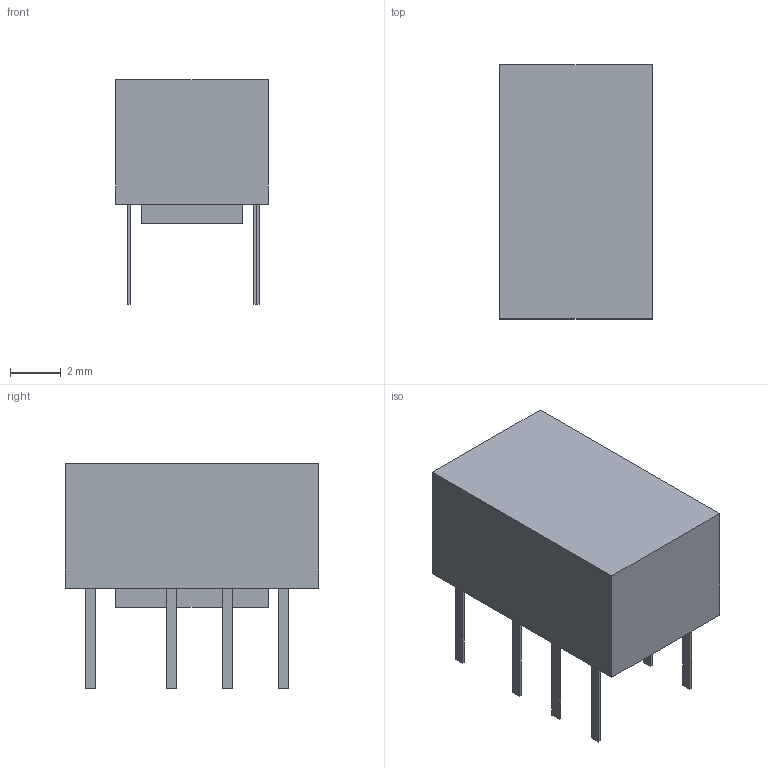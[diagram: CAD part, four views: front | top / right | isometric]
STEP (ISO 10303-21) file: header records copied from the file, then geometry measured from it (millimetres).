
FILE_DESCRIPTION(('FreeCAD Model'),'2;1');
FILE_NAME('IM04TS.step','2020-08-07T17:56:28',('Author'),(''), 'Open CASCADE STEP processor 7.3','FreeCAD','Unknown');
FILE_SCHEMA(('AUTOMOTIVE_DESIGN { 1 0 10303 214 1 1 1 1 }'));
Length unit declared in the file: millimetre
Products named in the file (1): Body
Bounding box: 6 x 10 x 8.85 mm (x, y, z)
Volume: 313.3 mm3; surface area: 323.4 mm2
Topology: 1 solids, 1 shells, 51 faces, 120 edges, 80 vertices
Faces by surface type: plane 51
Entity records: 3015 total; most frequent: CARTESIAN_POINT 492, DIRECTION 464, LINE 360, VECTOR 360, ORIENTED_EDGE 240, PCURVE 240, DEFINITIONAL_REPRESENTATION 240, EDGE_CURVE 120
